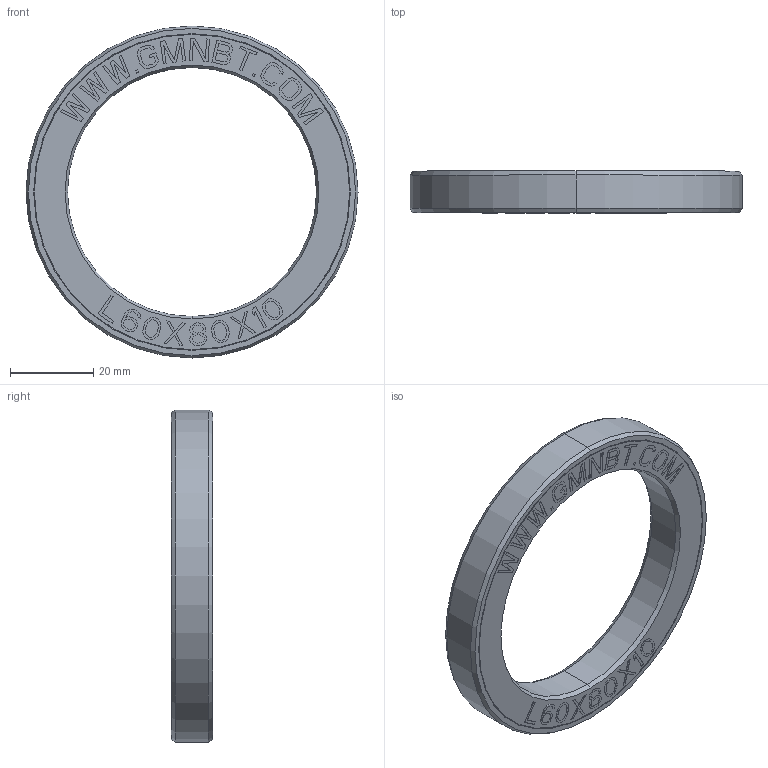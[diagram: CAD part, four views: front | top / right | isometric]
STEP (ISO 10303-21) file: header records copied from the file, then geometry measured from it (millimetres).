
FILE_DESCRIPTION((''),'2;1');
FILE_NAME('L60X80X10_PRT','2014-11-17T',('sales 4'),(''),'PRO/ENGINEER BY PARAMETRIC TECHNOLOGY CORPORATION, 2013150','PRO/ENGINEER BY PARAMETRIC TECHNOLOGY CORPORATION, 2013150','');
FILE_SCHEMA(('AUTOMOTIVE_DESIGN { 1 0 10303 214 1 1 1 1 }'));
Length unit declared in the file: millimetre
Products named in the file (1): L60X80X10_PRT
Bounding box: 80 x 10.07 x 80 mm (x, y, z)
Volume: 21311.4 mm3; surface area: 14614.6 mm2
Topology: 2 solids, 2 shells, 644 faces, 1779 edges, 1170 vertices
Faces by surface type: plane 588, cone 24, torus 20, cylinder 12
Entity records: 26750 total; most frequent: CARTESIAN_POINT 3595, ORIENTED_EDGE 3558, DIRECTION 3151, PRESENTATION_STYLE_ASSIGNMENT 1927, STYLED_ITEM 1858, CURVE_STYLE 1779, EDGE_CURVE 1779, VECTOR 1695
